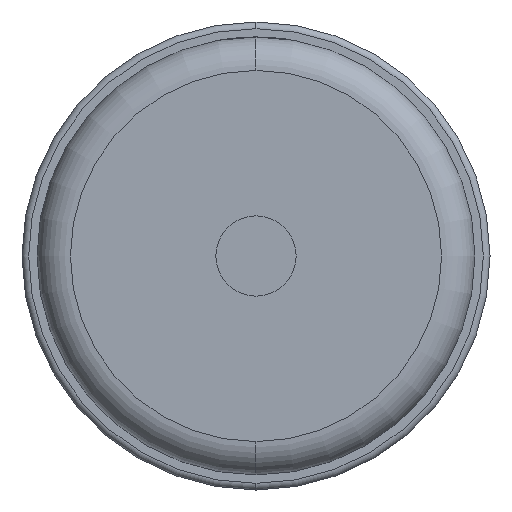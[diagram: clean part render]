
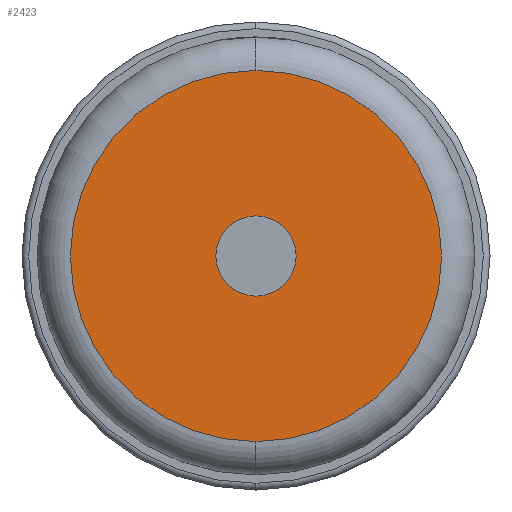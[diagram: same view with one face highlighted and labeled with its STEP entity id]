
A CAD part, left-side view. The second image highlights one B-rep face of the part: STEP entity #2423.
In plain terms, the highlighted planar face has unit normal (-1, 0, 0).
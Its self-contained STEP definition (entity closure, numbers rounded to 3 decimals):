
#87 = ORIENTED_EDGE ( 'NONE', *, *, #3050, .F. ) ;
#241 = CIRCLE ( 'NONE', #4196, 27.75 ) ;
#295 = CARTESIAN_POINT ( 'NONE',  ( 0., 0., 0. ) ) ;
#433 = CARTESIAN_POINT ( 'NONE',  ( 0., 0., -6. ) ) ;
#483 = VERTEX_POINT ( 'NONE', #3559 ) ;
#536 = AXIS2_PLACEMENT_3D ( 'NONE', #3385, #2220, #4257 ) ;
#672 = DIRECTION ( 'NONE',  ( 0., 0., -1. ) ) ;
#1216 = CIRCLE ( 'NONE', #2110, 6. ) ;
#1401 = ORIENTED_EDGE ( 'NONE', *, *, #1471, .T. ) ;
#1428 = DIRECTION ( 'NONE',  ( 0., 0., -1. ) ) ;
#1439 = FACE_OUTER_BOUND ( 'NONE', #4972, .T. ) ;
#1471 = EDGE_CURVE ( 'NONE', #3823, #483, #241, .T. ) ;
#1636 = AXIS2_PLACEMENT_3D ( 'NONE', #295, #2985, #672 ) ;
#1822 = DIRECTION ( 'NONE',  ( 0., 0., -1. ) ) ;
#1901 = ORIENTED_EDGE ( 'NONE', *, *, #1948, .T. ) ;
#1948 = EDGE_CURVE ( 'NONE', #483, #3823, #4321, .T. ) ;
#2110 = AXIS2_PLACEMENT_3D ( 'NONE', #3384, #4174, #1822 ) ;
#2220 = DIRECTION ( 'NONE',  ( 1., 0., 0. ) ) ;
#2423 = ADVANCED_FACE ( 'NONE', ( #1439, #2478 ), #4120, .F. ) ;
#2478 = FACE_BOUND ( 'NONE', #4197, .T. ) ;
#2914 = DIRECTION ( 'NONE',  ( -1., 0., 0. ) ) ;
#2985 = DIRECTION ( 'NONE',  ( -1., 0., 0. ) ) ;
#3042 = ORIENTED_EDGE ( 'NONE', *, *, #4341, .F. ) ;
#3050 = EDGE_CURVE ( 'NONE', #3318, #3862, #3334, .T. ) ;
#3075 = CARTESIAN_POINT ( 'NONE',  ( 0., 0., 0. ) ) ;
#3318 = VERTEX_POINT ( 'NONE', #433 ) ;
#3334 = CIRCLE ( 'NONE', #4204, 6. ) ;
#3384 = CARTESIAN_POINT ( 'NONE',  ( 0., 0., 0. ) ) ;
#3385 = CARTESIAN_POINT ( 'NONE',  ( 0., 0., 0. ) ) ;
#3559 = CARTESIAN_POINT ( 'NONE',  ( 0., 0., 27.75 ) ) ;
#3799 = CARTESIAN_POINT ( 'NONE',  ( 0., 0., -27.75 ) ) ;
#3823 = VERTEX_POINT ( 'NONE', #3799 ) ;
#3852 = DIRECTION ( 'NONE',  ( 0., 0., -1. ) ) ;
#3862 = VERTEX_POINT ( 'NONE', #4277 ) ;
#4120 = PLANE ( 'NONE',  #536 ) ;
#4153 = CARTESIAN_POINT ( 'NONE',  ( 0., 0., 0. ) ) ;
#4174 = DIRECTION ( 'NONE',  ( -1., 0., 0. ) ) ;
#4196 = AXIS2_PLACEMENT_3D ( 'NONE', #3075, #5003, #3852 ) ;
#4197 = EDGE_LOOP ( 'NONE', ( #87, #3042 ) ) ;
#4204 = AXIS2_PLACEMENT_3D ( 'NONE', #4153, #2914, #1428 ) ;
#4257 = DIRECTION ( 'NONE',  ( 0., 0., -1. ) ) ;
#4277 = CARTESIAN_POINT ( 'NONE',  ( 0., 0., 6. ) ) ;
#4321 = CIRCLE ( 'NONE', #1636, 27.75 ) ;
#4341 = EDGE_CURVE ( 'NONE', #3862, #3318, #1216, .T. ) ;
#4972 = EDGE_LOOP ( 'NONE', ( #1401, #1901 ) ) ;
#5003 = DIRECTION ( 'NONE',  ( -1., 0., 0. ) ) ;
